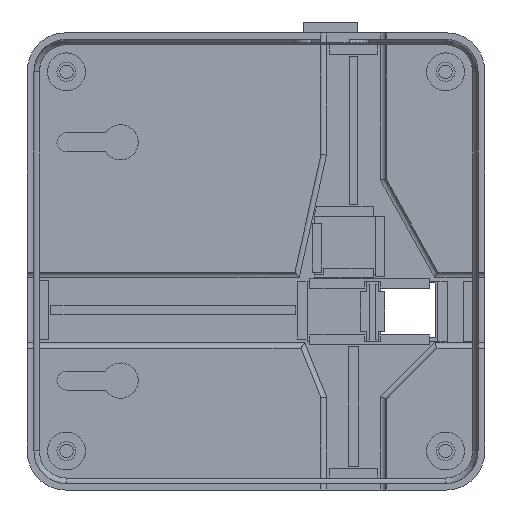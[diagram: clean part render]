
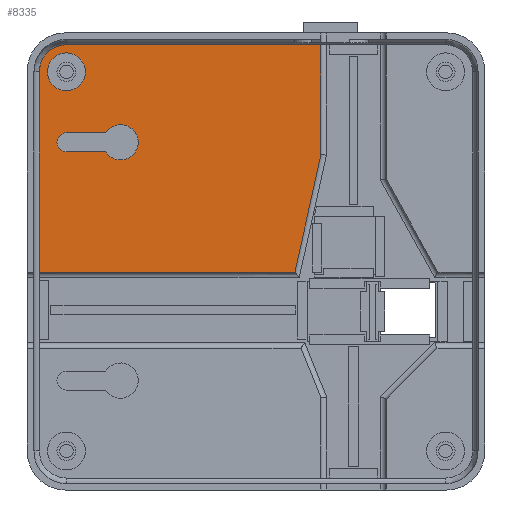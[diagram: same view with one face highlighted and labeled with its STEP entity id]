
A CAD part, front view. The second image highlights one B-rep face of the part: STEP entity #8335.
In plain terms, the highlighted planar face has unit normal (0, -1, 0).
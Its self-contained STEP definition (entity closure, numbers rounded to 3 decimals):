
#124=FACE_BOUND('',#1123,.T.);
#125=FACE_BOUND('',#1124,.T.);
#283=CIRCLE('',#8957,3.25);
#289=CIRCLE('',#8967,5.);
#290=CIRCLE('',#8968,1.75);
#291=CIRCLE('',#8969,3.5);
#606=FACE_OUTER_BOUND('',#1122,.T.);
#1122=EDGE_LOOP('',(#6285,#6286,#6287,#6288,#6289,#6290));
#1123=EDGE_LOOP('',(#6291,#6292,#6293,#6294));
#1124=EDGE_LOOP('',(#6295));
#1766=LINE('',#12645,#2747);
#1769=LINE('',#12655,#2750);
#1814=LINE('',#12775,#2795);
#1830=LINE('',#12818,#2811);
#1831=LINE('',#12819,#2812);
#1832=LINE('',#12821,#2813);
#1833=LINE('',#12823,#2814);
#2747=VECTOR('',#10157,10.);
#2750=VECTOR('',#10166,10.);
#2795=VECTOR('',#10253,10.);
#2811=VECTOR('',#10291,10.);
#2812=VECTOR('',#10292,10.);
#2813=VECTOR('',#10295,10.);
#2814=VECTOR('',#10296,10.);
#3744=VERTEX_POINT('',#12642);
#3745=VERTEX_POINT('',#12644);
#3748=VERTEX_POINT('',#12652);
#3749=VERTEX_POINT('',#12654);
#3802=VERTEX_POINT('',#12772);
#3803=VERTEX_POINT('',#12774);
#3804=VERTEX_POINT('',#12778);
#3818=VERTEX_POINT('',#12816);
#3819=VERTEX_POINT('',#12817);
#3820=VERTEX_POINT('',#12822);
#3821=VERTEX_POINT('',#12825);
#4650=EDGE_CURVE('',#3745,#3744,#1766,.T.);
#4655=EDGE_CURVE('',#3749,#3748,#1769,.T.);
#4716=EDGE_CURVE('',#3803,#3802,#1814,.T.);
#4719=EDGE_CURVE('',#3802,#3804,#283,.T.);
#4738=EDGE_CURVE('',#3818,#3819,#1830,.T.);
#4739=EDGE_CURVE('',#3819,#3745,#1831,.T.);
#4740=EDGE_CURVE('',#3744,#3749,#289,.T.);
#4741=EDGE_CURVE('',#3748,#3818,#1832,.T.);
#4742=EDGE_CURVE('',#3804,#3820,#1833,.T.);
#4743=EDGE_CURVE('',#3820,#3803,#290,.T.);
#4744=EDGE_CURVE('',#3821,#3821,#291,.T.);
#6285=ORIENTED_EDGE('',*,*,#4738,.T.);
#6286=ORIENTED_EDGE('',*,*,#4739,.T.);
#6287=ORIENTED_EDGE('',*,*,#4650,.T.);
#6288=ORIENTED_EDGE('',*,*,#4740,.T.);
#6289=ORIENTED_EDGE('',*,*,#4655,.T.);
#6290=ORIENTED_EDGE('',*,*,#4741,.T.);
#6291=ORIENTED_EDGE('',*,*,#4719,.T.);
#6292=ORIENTED_EDGE('',*,*,#4742,.T.);
#6293=ORIENTED_EDGE('',*,*,#4743,.T.);
#6294=ORIENTED_EDGE('',*,*,#4716,.T.);
#6295=ORIENTED_EDGE('',*,*,#4744,.T.);
#7924=PLANE('',#8966);
#8335=ADVANCED_FACE('',(#606,#124,#125),#7924,.F.);
#8957=AXIS2_PLACEMENT_3D('',#12780,#10258,#10259);
#8966=AXIS2_PLACEMENT_3D('',#12815,#10289,#10290);
#8967=AXIS2_PLACEMENT_3D('',#12820,#10293,#10294);
#8968=AXIS2_PLACEMENT_3D('',#12824,#10297,#10298);
#8969=AXIS2_PLACEMENT_3D('',#12826,#10299,#10300);
#10157=DIRECTION('',(-1.,0.,0.));
#10166=DIRECTION('',(0.,0.,-1.));
#10253=DIRECTION('',(1.,0.,0.));
#10258=DIRECTION('center_axis',(0.,1.,0.));
#10259=DIRECTION('ref_axis',(-1.,0.,0.));
#10289=DIRECTION('center_axis',(0.,1.,0.));
#10290=DIRECTION('ref_axis',(1.,0.,0.));
#10291=DIRECTION('',(0.217,0.,0.976));
#10292=DIRECTION('',(0.,0.,1.));
#10293=DIRECTION('center_axis',(0.,-1.,0.));
#10294=DIRECTION('ref_axis',(-0.707,0.,0.707));
#10295=DIRECTION('',(1.,0.,0.));
#10296=DIRECTION('',(-1.,0.,0.));
#10297=DIRECTION('center_axis',(0.,1.,0.));
#10298=DIRECTION('ref_axis',(-1.,0.,0.));
#10299=DIRECTION('center_axis',(0.,1.,0.));
#10300=DIRECTION('ref_axis',(1.,0.,0.));
#12642=CARTESIAN_POINT('',(-53.2,-1.5,39.996));
#12644=CARTESIAN_POINT('',(-6.,-1.5,39.996));
#12645=CARTESIAN_POINT('',(4.75,-1.5,39.996));
#12652=CARTESIAN_POINT('',(-58.,-1.5,-2.));
#12654=CARTESIAN_POINT('',(-58.,-1.5,35.));
#12655=CARTESIAN_POINT('',(-58.,-1.5,-40.));
#12772=CARTESIAN_POINT('',(-45.739,-1.5,23.746));
#12774=CARTESIAN_POINT('',(-53.,-1.5,23.746));
#12775=CARTESIAN_POINT('',(-28.119,-1.5,23.746));
#12778=CARTESIAN_POINT('',(-45.739,-1.5,20.246));
#12780=CARTESIAN_POINT('Origin',(-43.,-1.5,21.996));
#12815=CARTESIAN_POINT('Origin',(-10.5,-1.5,0.));
#12816=CARTESIAN_POINT('',(-10.827,-1.5,-2.));
#12817=CARTESIAN_POINT('',(-6.,-1.5,19.72));
#12818=CARTESIAN_POINT('',(-10.607,-1.5,-1.012));
#12819=CARTESIAN_POINT('',(-6.,-1.5,7.5));
#12820=CARTESIAN_POINT('Origin',(-53.,-1.5,35.));
#12821=CARTESIAN_POINT('',(-26.75,-1.5,-2.));
#12822=CARTESIAN_POINT('',(-53.,-1.5,20.246));
#12823=CARTESIAN_POINT('',(-31.75,-1.5,20.246));
#12824=CARTESIAN_POINT('Origin',(-53.,-1.5,21.996));
#12825=CARTESIAN_POINT('',(-56.5,-1.5,35.));
#12826=CARTESIAN_POINT('Origin',(-53.,-1.5,35.));
